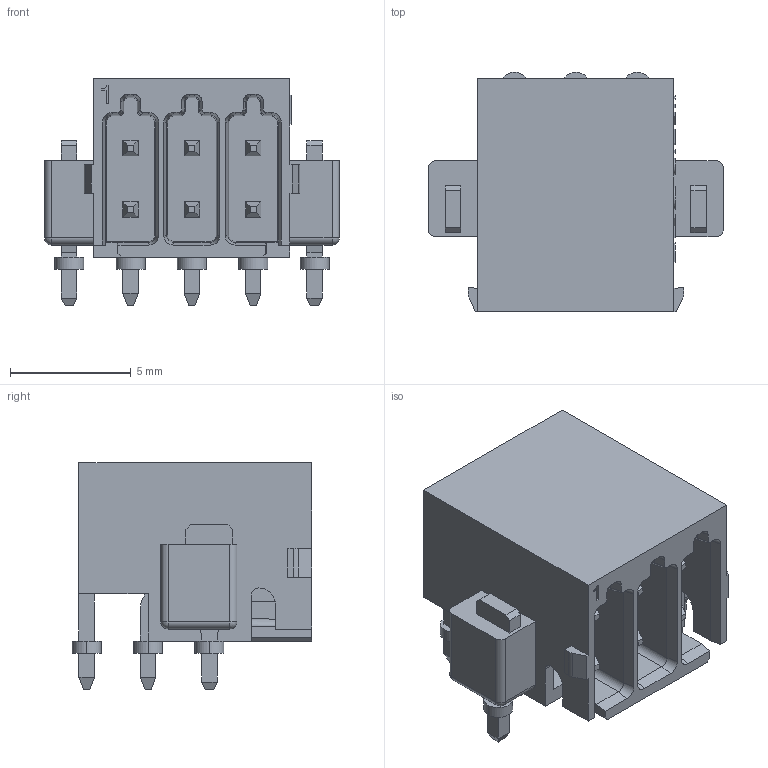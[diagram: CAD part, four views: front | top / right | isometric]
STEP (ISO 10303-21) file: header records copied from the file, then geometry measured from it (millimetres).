
FILE_DESCRIPTION(('FreeCAD Model'),'2;1');
FILE_NAME('Bohrloch.1.1.009_sp.step','2018-06-24T14:33:15',('kicad StepUp'),( 'ksu MCAD'),'Open CASCADE STEP processor 6.8','FreeCAD','Unknown');
FILE_SCHEMA(('AUTOMOTIVE_DESIGN_CC2 { 1 2 10303 214 -1 1 5 4 }'));
Length unit declared in the file: millimetre
Products named in the file (1): Bohrloch.1.1.009_sp
Bounding box: 12.21 x 9.92 x 9.39 mm (x, y, z)
Volume: 431.5 mm3; surface area: 849.3 mm2
Topology: 1 solids, 1 shells, 762 faces, 2018 edges, 1300 vertices
Faces by surface type: plane 629, cylinder 60, bspline 50, extrusion 19, sphere 4
Entity records: 31501 total; most frequent: CARTESIAN_POINT 7692, ORIENTED_EDGE 4024, DIRECTION 3371, EDGE_CURVE 2012, VECTOR 1787, LINE 1768, VERTEX_POINT 1300, FACE_BOUND 810
